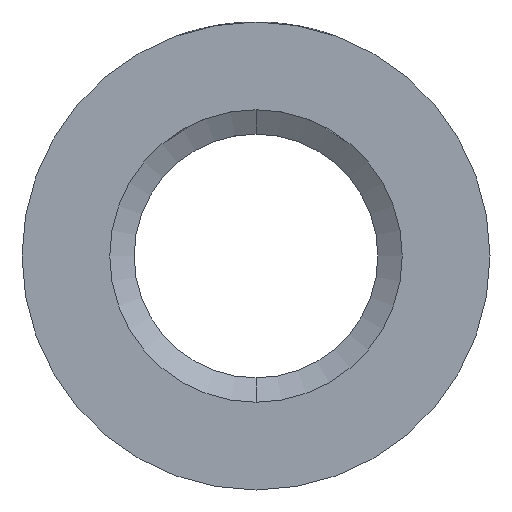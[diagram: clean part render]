
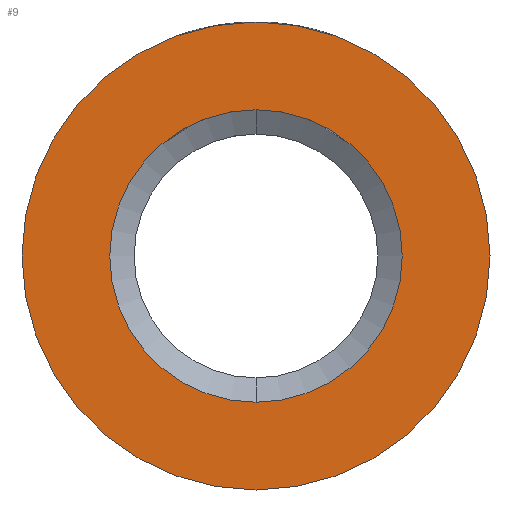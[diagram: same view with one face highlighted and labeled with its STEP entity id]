
A CAD part, front view. The second image highlights one B-rep face of the part: STEP entity #9.
In plain terms, the highlighted planar face has unit normal (0, -1, 0).
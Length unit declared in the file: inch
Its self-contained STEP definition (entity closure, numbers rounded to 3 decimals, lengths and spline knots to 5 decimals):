
#9 = ADVANCED_FACE ( 'NONE', ( #291, #271 ), #593, .F. ) ;
#113 = DIRECTION ( 'NONE',  ( 0., 0., 1. ) ) ;
#115 = DIRECTION ( 'NONE',  ( 0., 1., 0. ) ) ;
#117 = CARTESIAN_POINT ( 'NONE',  ( 0., 0., 0. ) ) ;
#122 = CIRCLE ( 'NONE', #146, 0.1875 ) ;
#128 = AXIS2_PLACEMENT_3D ( 'NONE', #117, #115, #113 ) ;
#136 = CIRCLE ( 'NONE', #128, 0.3 ) ;
#146 = AXIS2_PLACEMENT_3D ( 'NONE', #176, #175, #174 ) ;
#174 = DIRECTION ( 'NONE',  ( 0., 0., -1. ) ) ;
#175 = DIRECTION ( 'NONE',  ( 0., -1., 0. ) ) ;
#176 = CARTESIAN_POINT ( 'NONE',  ( 0., 0., 0. ) ) ;
#178 = CIRCLE ( 'NONE', #179, 0.1875 ) ;
#179 = AXIS2_PLACEMENT_3D ( 'NONE', #312, #309, #305 ) ;
#232 = CIRCLE ( 'NONE', #355, 0.3 ) ;
#271 = FACE_OUTER_BOUND ( 'NONE', #375, .T. ) ;
#277 = CARTESIAN_POINT ( 'NONE',  ( 0., 0., -0.1875 ) ) ;
#291 = FACE_BOUND ( 'NONE', #411, .T. ) ;
#295 = CARTESIAN_POINT ( 'NONE',  ( 0., 0., -0.3 ) ) ;
#305 = DIRECTION ( 'NONE',  ( 0., 0., -1. ) ) ;
#309 = DIRECTION ( 'NONE',  ( 0., -1., 0. ) ) ;
#312 = CARTESIAN_POINT ( 'NONE',  ( 0., 0., 0. ) ) ;
#319 = CARTESIAN_POINT ( 'NONE',  ( 0., 0., 0.1875 ) ) ;
#355 = AXIS2_PLACEMENT_3D ( 'NONE', #667, #668, #669 ) ;
#373 = AXIS2_PLACEMENT_3D ( 'NONE', #655, #703, #745 ) ;
#375 = EDGE_LOOP ( 'NONE', ( #609, #535 ) ) ;
#382 = EDGE_CURVE ( 'NONE', #483, #739, #232, .T. ) ;
#411 = EDGE_LOOP ( 'NONE', ( #590, #530 ) ) ;
#483 = VERTEX_POINT ( 'NONE', #711 ) ;
#530 = ORIENTED_EDGE ( 'NONE', *, *, #718, .F. ) ;
#535 = ORIENTED_EDGE ( 'NONE', *, *, #382, .F. ) ;
#590 = ORIENTED_EDGE ( 'NONE', *, *, #773, .F. ) ;
#593 = PLANE ( 'NONE',  #373 ) ;
#609 = ORIENTED_EDGE ( 'NONE', *, *, #784, .F. ) ;
#655 = CARTESIAN_POINT ( 'NONE',  ( 0., 0., 0. ) ) ;
#667 = CARTESIAN_POINT ( 'NONE',  ( 0., 0., 0. ) ) ;
#668 = DIRECTION ( 'NONE',  ( 0., 1., 0. ) ) ;
#669 = DIRECTION ( 'NONE',  ( 0., 0., 1. ) ) ;
#703 = DIRECTION ( 'NONE',  ( 0., 1., 0. ) ) ;
#711 = CARTESIAN_POINT ( 'NONE',  ( 0., 0., 0.3 ) ) ;
#718 = EDGE_CURVE ( 'NONE', #721, #753, #178, .T. ) ;
#721 = VERTEX_POINT ( 'NONE', #319 ) ;
#739 = VERTEX_POINT ( 'NONE', #295 ) ;
#745 = DIRECTION ( 'NONE',  ( 0., 0., 1. ) ) ;
#753 = VERTEX_POINT ( 'NONE', #277 ) ;
#773 = EDGE_CURVE ( 'NONE', #753, #721, #122, .T. ) ;
#784 = EDGE_CURVE ( 'NONE', #739, #483, #136, .T. ) ;
